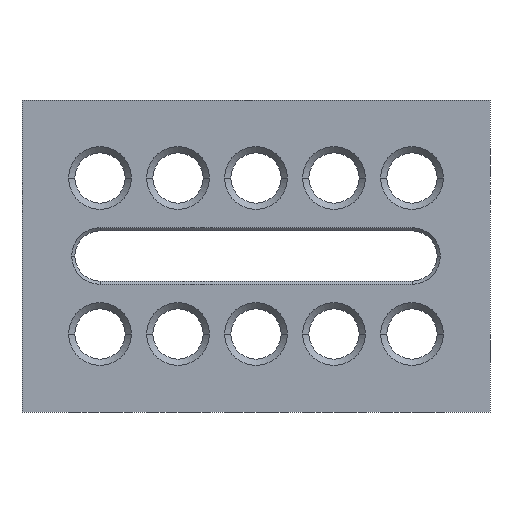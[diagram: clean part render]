
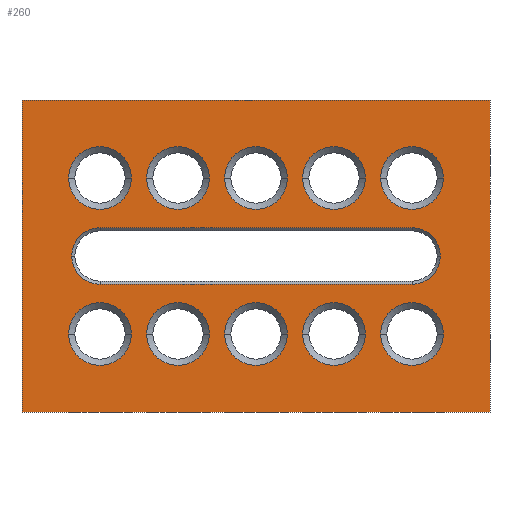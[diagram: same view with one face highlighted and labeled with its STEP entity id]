
A CAD part, front view. The second image highlights one B-rep face of the part: STEP entity #260.
In plain terms, the highlighted planar face has unit normal (0, -1, 0).
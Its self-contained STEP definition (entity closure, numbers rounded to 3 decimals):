
#260=ADVANCED_FACE('',(#665,#666,#667,#668,#669,#670,#671,#672,#673,#674,#675,#676),#677,.T.);
#665=FACE_BOUND('',#1235,.T.);
#666=FACE_BOUND('',#1236,.T.);
#667=FACE_BOUND('',#1237,.T.);
#668=FACE_BOUND('',#1238,.T.);
#669=FACE_BOUND('',#1239,.T.);
#670=FACE_BOUND('',#1240,.T.);
#671=FACE_BOUND('',#1241,.T.);
#672=FACE_BOUND('',#1242,.T.);
#673=FACE_BOUND('',#1243,.T.);
#674=FACE_BOUND('',#1244,.T.);
#675=FACE_OUTER_BOUND('',#1245,.T.);
#676=FACE_BOUND('',#1246,.T.);
#677=PLANE('',#1247);
#1235=EDGE_LOOP('',(#1972,#1973));
#1236=EDGE_LOOP('',(#1974,#1975));
#1237=EDGE_LOOP('',(#1976,#1977));
#1238=EDGE_LOOP('',(#1978,#1979));
#1239=EDGE_LOOP('',(#1980,#1981));
#1240=EDGE_LOOP('',(#1982,#1983));
#1241=EDGE_LOOP('',(#1984,#1985));
#1242=EDGE_LOOP('',(#1986,#1987));
#1243=EDGE_LOOP('',(#1988,#1989));
#1244=EDGE_LOOP('',(#1990,#1991));
#1245=EDGE_LOOP('',(#1992,#1993,#1994,#1995));
#1246=EDGE_LOOP('',(#1996,#1997,#1998,#1999,#2000,#2001));
#1247=AXIS2_PLACEMENT_3D('',#2002,#2003,#2004);
#1972=ORIENTED_EDGE('',*,*,#3365,.F.);
#1973=ORIENTED_EDGE('',*,*,#3366,.F.);
#1974=ORIENTED_EDGE('',*,*,#3367,.F.);
#1975=ORIENTED_EDGE('',*,*,#3368,.F.);
#1976=ORIENTED_EDGE('',*,*,#3369,.F.);
#1977=ORIENTED_EDGE('',*,*,#3370,.F.);
#1978=ORIENTED_EDGE('',*,*,#3371,.F.);
#1979=ORIENTED_EDGE('',*,*,#3314,.F.);
#1980=ORIENTED_EDGE('',*,*,#3372,.F.);
#1981=ORIENTED_EDGE('',*,*,#3373,.F.);
#1982=ORIENTED_EDGE('',*,*,#3374,.F.);
#1983=ORIENTED_EDGE('',*,*,#3351,.F.);
#1984=ORIENTED_EDGE('',*,*,#3241,.F.);
#1985=ORIENTED_EDGE('',*,*,#3375,.F.);
#1986=ORIENTED_EDGE('',*,*,#3376,.F.);
#1987=ORIENTED_EDGE('',*,*,#3377,.F.);
#1988=ORIENTED_EDGE('',*,*,#3378,.F.);
#1989=ORIENTED_EDGE('',*,*,#3379,.F.);
#1990=ORIENTED_EDGE('',*,*,#3271,.F.);
#1991=ORIENTED_EDGE('',*,*,#3380,.F.);
#1992=ORIENTED_EDGE('',*,*,#3322,.T.);
#1993=ORIENTED_EDGE('',*,*,#3381,.T.);
#1994=ORIENTED_EDGE('',*,*,#3333,.F.);
#1995=ORIENTED_EDGE('',*,*,#3382,.T.);
#1996=ORIENTED_EDGE('',*,*,#3383,.F.);
#1997=ORIENTED_EDGE('',*,*,#3384,.F.);
#1998=ORIENTED_EDGE('',*,*,#3385,.F.);
#1999=ORIENTED_EDGE('',*,*,#3386,.F.);
#2000=ORIENTED_EDGE('',*,*,#3387,.F.);
#2001=ORIENTED_EDGE('',*,*,#3219,.F.);
#2002=CARTESIAN_POINT('',(150.0,0.0,100.0));
#2003=DIRECTION('',(0.0,-1.0,0.0));
#2004=DIRECTION('',(0.0,0.0,-1.0));
#3219=EDGE_CURVE('',#3815,#3817,#3818,.T.);
#3241=EDGE_CURVE('',#3855,#3851,#3857,.T.);
#3271=EDGE_CURVE('',#3909,#3905,#3911,.T.);
#3314=EDGE_CURVE('',#3978,#3980,#3981,.T.);
#3322=EDGE_CURVE('',#3993,#3994,#3995,.T.);
#3333=EDGE_CURVE('',#4012,#4014,#4015,.T.);
#3351=EDGE_CURVE('',#4044,#4046,#4047,.T.);
#3365=EDGE_CURVE('',#4067,#4068,#4069,.T.);
#3366=EDGE_CURVE('',#4068,#4067,#4070,.T.);
#3367=EDGE_CURVE('',#4071,#4072,#4073,.T.);
#3368=EDGE_CURVE('',#4072,#4071,#4074,.T.);
#3369=EDGE_CURVE('',#4075,#4076,#4077,.T.);
#3370=EDGE_CURVE('',#4076,#4075,#4078,.T.);
#3371=EDGE_CURVE('',#3980,#3978,#4079,.T.);
#3372=EDGE_CURVE('',#4080,#4081,#4082,.T.);
#3373=EDGE_CURVE('',#4081,#4080,#4083,.T.);
#3374=EDGE_CURVE('',#4046,#4044,#4084,.T.);
#3375=EDGE_CURVE('',#3851,#3855,#4085,.T.);
#3376=EDGE_CURVE('',#4086,#4087,#4088,.T.);
#3377=EDGE_CURVE('',#4087,#4086,#4089,.T.);
#3378=EDGE_CURVE('',#4090,#4091,#4092,.T.);
#3379=EDGE_CURVE('',#4091,#4090,#4093,.T.);
#3380=EDGE_CURVE('',#3905,#3909,#4094,.T.);
#3381=EDGE_CURVE('',#3994,#4014,#4095,.T.);
#3382=EDGE_CURVE('',#4012,#3993,#4096,.T.);
#3383=EDGE_CURVE('',#4097,#3815,#4098,.T.);
#3384=EDGE_CURVE('',#4099,#4097,#4100,.T.);
#3385=EDGE_CURVE('',#4101,#4099,#4102,.T.);
#3386=EDGE_CURVE('',#4103,#4101,#4104,.T.);
#3387=EDGE_CURVE('',#3817,#4103,#4105,.T.);
#3815=VERTEX_POINT('',#4637);
#3817=VERTEX_POINT('',#4640);
#3818=CIRCLE('',#4641,9.05);
#3851=VERTEX_POINT('',#4683);
#3855=VERTEX_POINT('',#4688);
#3857=CIRCLE('',#4691,10.05);
#3905=VERTEX_POINT('',#4751);
#3909=VERTEX_POINT('',#4756);
#3911=CIRCLE('',#4759,10.05);
#3978=VERTEX_POINT('',#4843);
#3980=VERTEX_POINT('',#4846);
#3981=CIRCLE('',#4847,10.05);
#3993=VERTEX_POINT('',#4862);
#3994=VERTEX_POINT('',#4863);
#3995=LINE('',#4864,#4865);
#4012=VERTEX_POINT('',#4886);
#4014=VERTEX_POINT('',#4889);
#4015=LINE('',#4890,#4891);
#4044=VERTEX_POINT('',#4924);
#4046=VERTEX_POINT('',#4927);
#4047=CIRCLE('',#4928,10.05);
#4067=VERTEX_POINT('',#4953);
#4068=VERTEX_POINT('',#4954);
#4069=CIRCLE('',#4955,10.05);
#4070=CIRCLE('',#4956,10.05);
#4071=VERTEX_POINT('',#4957);
#4072=VERTEX_POINT('',#4958);
#4073=CIRCLE('',#4959,10.05);
#4074=CIRCLE('',#4960,10.05);
#4075=VERTEX_POINT('',#4961);
#4076=VERTEX_POINT('',#4962);
#4077=CIRCLE('',#4963,10.05);
#4078=CIRCLE('',#4964,10.05);
#4079=CIRCLE('',#4965,10.05);
#4080=VERTEX_POINT('',#4966);
#4081=VERTEX_POINT('',#4967);
#4082=CIRCLE('',#4968,10.05);
#4083=CIRCLE('',#4969,10.05);
#4084=CIRCLE('',#4970,10.05);
#4085=CIRCLE('',#4971,10.05);
#4086=VERTEX_POINT('',#4972);
#4087=VERTEX_POINT('',#4973);
#4088=CIRCLE('',#4974,10.05);
#4089=CIRCLE('',#4975,10.05);
#4090=VERTEX_POINT('',#4976);
#4091=VERTEX_POINT('',#4977);
#4092=CIRCLE('',#4978,10.05);
#4093=CIRCLE('',#4979,10.05);
#4094=CIRCLE('',#4980,10.05);
#4095=LINE('',#4981,#4982);
#4096=LINE('',#4983,#4984);
#4097=VERTEX_POINT('',#4985);
#4098=CIRCLE('',#4986,9.05);
#4099=VERTEX_POINT('',#4987);
#4100=LINE('',#4988,#4989);
#4101=VERTEX_POINT('',#4990);
#4102=CIRCLE('',#4991,9.05);
#4103=VERTEX_POINT('',#4992);
#4104=CIRCLE('',#4993,9.05);
#4105=LINE('',#4994,#4995);
#4637=CARTESIAN_POINT('',(15.95,0.0,50.0));
#4640=CARTESIAN_POINT('',(25.0,0.0,40.95));
#4641=AXIS2_PLACEMENT_3D('',#5630,#5631,#5632);
#4683=CARTESIAN_POINT('',(89.95,0.0,25.0));
#4688=CARTESIAN_POINT('',(110.05,0.0,25.0));
#4691=AXIS2_PLACEMENT_3D('',#5662,#5663,#5664);
#4751=CARTESIAN_POINT('',(14.95,0.0,25.0));
#4756=CARTESIAN_POINT('',(35.05,0.0,25.0));
#4759=AXIS2_PLACEMENT_3D('',#5709,#5710,#5711);
#4843=CARTESIAN_POINT('',(39.95,0.0,75.0));
#4846=CARTESIAN_POINT('',(60.05,0.0,75.0));
#4847=AXIS2_PLACEMENT_3D('',#5772,#5773,#5774);
#4862=CARTESIAN_POINT('',(150.0,0.0,100.0));
#4863=CARTESIAN_POINT('',(0.0,0.0,100.0));
#4864=CARTESIAN_POINT('',(150.0,0.0,100.0));
#4865=VECTOR('',#5784,1.0);
#4886=CARTESIAN_POINT('',(150.0,0.0,0.0));
#4889=CARTESIAN_POINT('',(0.0,0.0,0.0));
#4890=CARTESIAN_POINT('',(150.0,0.0,0.0));
#4891=VECTOR('',#5802,1.0);
#4924=CARTESIAN_POINT('',(114.95,0.0,25.0));
#4927=CARTESIAN_POINT('',(135.05,0.0,25.0));
#4928=AXIS2_PLACEMENT_3D('',#5838,#5839,#5840);
#4953=CARTESIAN_POINT('',(135.05,0.0,75.0));
#4954=CARTESIAN_POINT('',(114.95,0.0,75.0));
#4955=AXIS2_PLACEMENT_3D('',#5861,#5862,#5863);
#4956=AXIS2_PLACEMENT_3D('',#5864,#5865,#5866);
#4957=CARTESIAN_POINT('',(110.05,0.0,75.0));
#4958=CARTESIAN_POINT('',(89.95,0.0,75.0));
#4959=AXIS2_PLACEMENT_3D('',#5867,#5868,#5869);
#4960=AXIS2_PLACEMENT_3D('',#5870,#5871,#5872);
#4961=CARTESIAN_POINT('',(85.05,0.0,75.0));
#4962=CARTESIAN_POINT('',(64.95,0.0,75.0));
#4963=AXIS2_PLACEMENT_3D('',#5873,#5874,#5875);
#4964=AXIS2_PLACEMENT_3D('',#5876,#5877,#5878);
#4965=AXIS2_PLACEMENT_3D('',#5879,#5880,#5881);
#4966=CARTESIAN_POINT('',(35.05,0.0,75.0));
#4967=CARTESIAN_POINT('',(14.95,0.0,75.0));
#4968=AXIS2_PLACEMENT_3D('',#5882,#5883,#5884);
#4969=AXIS2_PLACEMENT_3D('',#5885,#5886,#5887);
#4970=AXIS2_PLACEMENT_3D('',#5888,#5889,#5890);
#4971=AXIS2_PLACEMENT_3D('',#5891,#5892,#5893);
#4972=CARTESIAN_POINT('',(85.05,0.0,25.0));
#4973=CARTESIAN_POINT('',(64.95,0.0,25.0));
#4974=AXIS2_PLACEMENT_3D('',#5894,#5895,#5896);
#4975=AXIS2_PLACEMENT_3D('',#5897,#5898,#5899);
#4976=CARTESIAN_POINT('',(60.05,0.0,25.0));
#4977=CARTESIAN_POINT('',(39.95,0.0,25.0));
#4978=AXIS2_PLACEMENT_3D('',#5900,#5901,#5902);
#4979=AXIS2_PLACEMENT_3D('',#5903,#5904,#5905);
#4980=AXIS2_PLACEMENT_3D('',#5906,#5907,#5908);
#4981=CARTESIAN_POINT('',(0.0,0.0,100.0));
#4982=VECTOR('',#5909,1.0);
#4983=CARTESIAN_POINT('',(150.0,0.0,0.0));
#4984=VECTOR('',#5910,1.0);
#4985=CARTESIAN_POINT('',(25.0,0.0,59.05));
#4986=AXIS2_PLACEMENT_3D('',#5911,#5912,#5913);
#4987=CARTESIAN_POINT('',(125.0,0.0,59.05));
#4988=CARTESIAN_POINT('',(137.5,0.0,59.05));
#4989=VECTOR('',#5914,1.0);
#4990=CARTESIAN_POINT('',(134.05,0.0,50.0));
#4991=AXIS2_PLACEMENT_3D('',#5915,#5916,#5917);
#4992=CARTESIAN_POINT('',(125.0,0.0,40.95));
#4993=AXIS2_PLACEMENT_3D('',#5918,#5919,#5920);
#4994=CARTESIAN_POINT('',(87.5,0.0,40.95));
#4995=VECTOR('',#5921,1.0);
#5630=CARTESIAN_POINT('',(25.0,0.0,50.0));
#5631=DIRECTION('',(0.0,-1.0,0.0));
#5632=DIRECTION('',(-1.0,0.0,0.0));
#5662=CARTESIAN_POINT('',(100.0,0.0,25.0));
#5663=DIRECTION('',(0.0,-1.0,0.0));
#5664=DIRECTION('',(-1.0,0.0,0.0));
#5709=CARTESIAN_POINT('',(25.0,0.0,25.0));
#5710=DIRECTION('',(0.0,-1.0,0.0));
#5711=DIRECTION('',(-1.0,0.0,0.0));
#5772=CARTESIAN_POINT('',(50.0,0.0,75.0));
#5773=DIRECTION('',(0.0,-1.0,0.0));
#5774=DIRECTION('',(-1.0,0.0,0.0));
#5784=DIRECTION('',(-1.0,0.0,0.0));
#5802=DIRECTION('',(-1.0,0.0,0.0));
#5838=CARTESIAN_POINT('',(125.0,0.0,25.0));
#5839=DIRECTION('',(0.0,-1.0,0.0));
#5840=DIRECTION('',(-1.0,0.0,0.0));
#5861=CARTESIAN_POINT('',(125.0,0.0,75.0));
#5862=DIRECTION('',(0.0,-1.0,0.0));
#5863=DIRECTION('',(-1.0,0.0,0.0));
#5864=CARTESIAN_POINT('',(125.0,0.0,75.0));
#5865=DIRECTION('',(0.0,-1.0,0.0));
#5866=DIRECTION('',(-1.0,0.0,0.0));
#5867=CARTESIAN_POINT('',(100.0,0.0,75.0));
#5868=DIRECTION('',(0.0,-1.0,0.0));
#5869=DIRECTION('',(-1.0,0.0,0.0));
#5870=CARTESIAN_POINT('',(100.0,0.0,75.0));
#5871=DIRECTION('',(0.0,-1.0,0.0));
#5872=DIRECTION('',(-1.0,0.0,0.0));
#5873=CARTESIAN_POINT('',(75.0,0.0,75.0));
#5874=DIRECTION('',(0.0,-1.0,0.0));
#5875=DIRECTION('',(-1.0,0.0,0.0));
#5876=CARTESIAN_POINT('',(75.0,0.0,75.0));
#5877=DIRECTION('',(0.0,-1.0,0.0));
#5878=DIRECTION('',(-1.0,0.0,0.0));
#5879=CARTESIAN_POINT('',(50.0,0.0,75.0));
#5880=DIRECTION('',(0.0,-1.0,0.0));
#5881=DIRECTION('',(-1.0,0.0,0.0));
#5882=CARTESIAN_POINT('',(25.0,0.0,75.0));
#5883=DIRECTION('',(0.0,-1.0,0.0));
#5884=DIRECTION('',(-1.0,0.0,0.0));
#5885=CARTESIAN_POINT('',(25.0,0.0,75.0));
#5886=DIRECTION('',(0.0,-1.0,0.0));
#5887=DIRECTION('',(-1.0,0.0,0.0));
#5888=CARTESIAN_POINT('',(125.0,0.0,25.0));
#5889=DIRECTION('',(0.0,-1.0,0.0));
#5890=DIRECTION('',(-1.0,0.0,0.0));
#5891=CARTESIAN_POINT('',(100.0,0.0,25.0));
#5892=DIRECTION('',(0.0,-1.0,0.0));
#5893=DIRECTION('',(-1.0,0.0,0.0));
#5894=CARTESIAN_POINT('',(75.0,0.0,25.0));
#5895=DIRECTION('',(0.0,-1.0,0.0));
#5896=DIRECTION('',(-1.0,0.0,0.0));
#5897=CARTESIAN_POINT('',(75.0,0.0,25.0));
#5898=DIRECTION('',(0.0,-1.0,0.0));
#5899=DIRECTION('',(-1.0,0.0,0.0));
#5900=CARTESIAN_POINT('',(50.0,0.0,25.0));
#5901=DIRECTION('',(0.0,-1.0,0.0));
#5902=DIRECTION('',(-1.0,0.0,0.0));
#5903=CARTESIAN_POINT('',(50.0,0.0,25.0));
#5904=DIRECTION('',(0.0,-1.0,0.0));
#5905=DIRECTION('',(-1.0,0.0,0.0));
#5906=CARTESIAN_POINT('',(25.0,0.0,25.0));
#5907=DIRECTION('',(0.0,-1.0,0.0));
#5908=DIRECTION('',(-1.0,0.0,0.0));
#5909=DIRECTION('',(0.0,0.0,-1.0));
#5910=DIRECTION('',(0.0,0.0,1.0));
#5911=CARTESIAN_POINT('',(25.0,0.0,50.0));
#5912=DIRECTION('',(0.0,-1.0,0.0));
#5913=DIRECTION('',(-1.0,0.0,0.0));
#5914=DIRECTION('',(-1.0,-0.0,0.0));
#5915=CARTESIAN_POINT('',(125.0,0.0,50.0));
#5916=DIRECTION('',(0.0,-1.0,0.0));
#5917=DIRECTION('',(1.0,0.0,0.0));
#5918=CARTESIAN_POINT('',(125.0,0.0,50.0));
#5919=DIRECTION('',(0.0,-1.0,0.0));
#5920=DIRECTION('',(1.0,0.0,0.0));
#5921=DIRECTION('',(1.0,-0.0,0.0));
